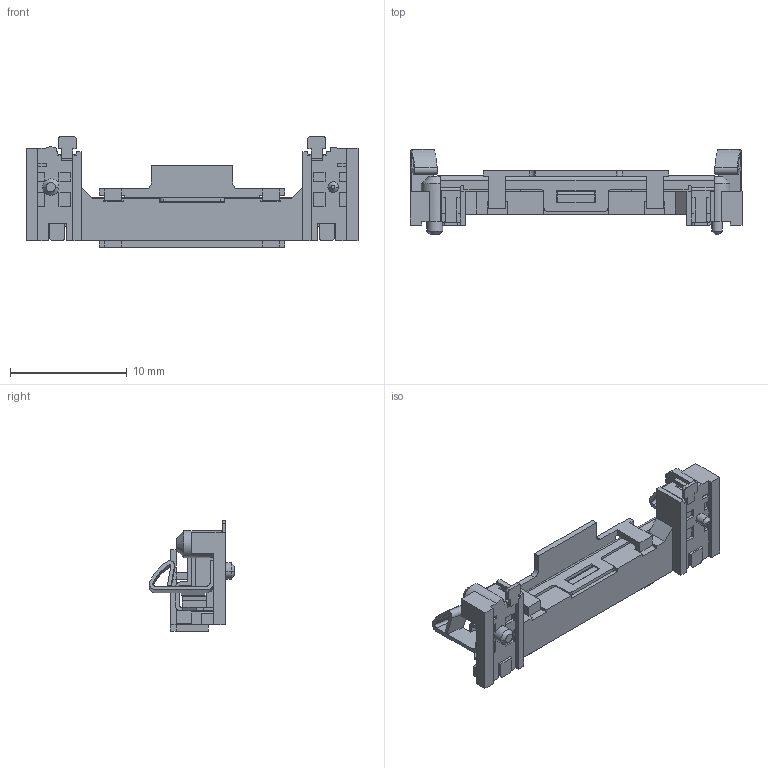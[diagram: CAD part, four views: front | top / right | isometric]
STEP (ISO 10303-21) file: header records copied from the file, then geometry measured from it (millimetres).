
FILE_DESCRIPTION((''),'2;1');
FILE_NAME('480995701','2014-01-29T',('me'),(''),'PRO/ENGINEER BY PARAMETRIC TECHNOLOGY CORPORATION, 2011490','PRO/ENGINEER BY PARAMETRIC TECHNOLOGY CORPORATION, 2011490','');
FILE_SCHEMA(('CONFIG_CONTROL_DESIGN'));
Length unit declared in the file: millimetre
Products named in the file (1): 480995701
Bounding box: 28.45 x 7.3 x 9.46 mm (x, y, z)
Volume: 350.6 mm3; surface area: 1340.5 mm2
Topology: 1 solids, 1 shells, 399 faces, 1232 edges, 819 vertices
Faces by surface type: plane 349, cylinder 44, cone 6
Entity records: 13609 total; most frequent: CARTESIAN_POINT 2461, ORIENTED_EDGE 2420, DIRECTION 2140, EDGE_CURVE 1210, VECTOR 1116, LINE 1116, VERTEX_POINT 795, AXIS2_PLACEMENT_3D 512
